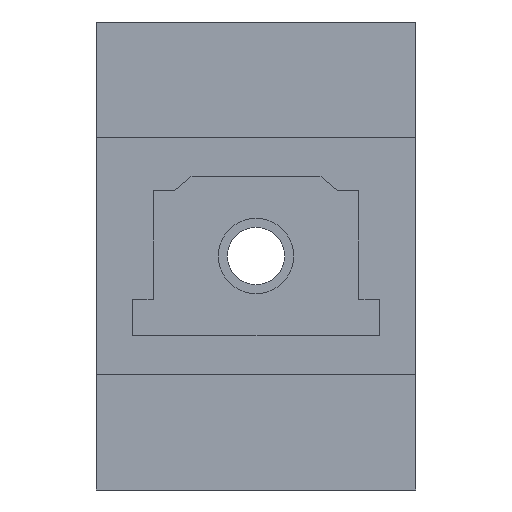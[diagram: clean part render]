
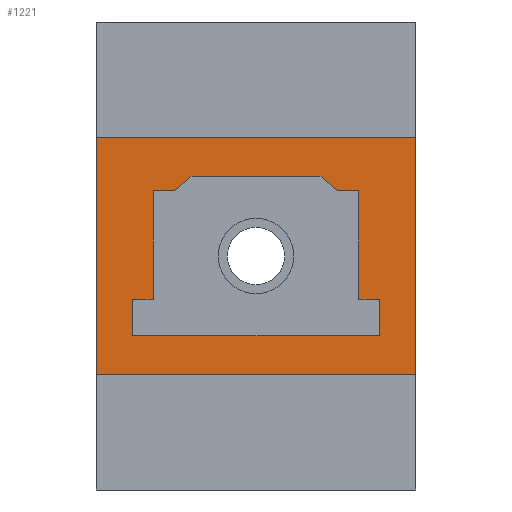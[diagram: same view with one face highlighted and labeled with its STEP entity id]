
A CAD part, front view. The second image highlights one B-rep face of the part: STEP entity #1221.
In plain terms, the highlighted planar face has unit normal (0, -1, 0).
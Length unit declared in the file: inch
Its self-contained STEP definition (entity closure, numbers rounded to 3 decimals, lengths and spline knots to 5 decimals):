
#3 = CARTESIAN_POINT ( 'NONE',  ( -0.175, -0.504, 0.13 ) ) ;
#4 = DIRECTION ( 'NONE',  ( 0., 0., -1. ) ) ;
#5 = VECTOR ( 'NONE', #4, 39.37008 ) ;
#6 = CARTESIAN_POINT ( 'NONE',  ( -0.175, -0.504, 0.13 ) ) ;
#7 = LINE ( 'NONE', #6, #5 ) ;
#59 = CARTESIAN_POINT ( 'NONE',  ( -0.175, -0.504, -0.13 ) ) ;
#491 = DIRECTION ( 'NONE',  ( 0., 0., 1. ) ) ;
#492 = VECTOR ( 'NONE', #491, 39.37008 ) ;
#493 = CARTESIAN_POINT ( 'NONE',  ( 0.175, -0.504, 0.13 ) ) ;
#494 = LINE ( 'NONE', #493, #492 ) ;
#495 = CARTESIAN_POINT ( 'NONE',  ( 0.175, -0.504, -0.13 ) ) ;
#496 = CARTESIAN_POINT ( 'NONE',  ( 0.175, -0.504, 0.13 ) ) ;
#1201 = EDGE_LOOP ( 'NONE', ( #1202, #1259, #1260, #1261 ) ) ;
#1202 = ORIENTED_EDGE ( 'NONE', *, *, #1404, .T. ) ;
#1203 = ORIENTED_EDGE ( 'NONE', *, *, #1204, .F. ) ;
#1204 = EDGE_CURVE ( 'NONE', #1205, #1232, #2416, .T. ) ;
#1205 = VERTEX_POINT ( 'NONE', #2412 ) ;
#1206 = ORIENTED_EDGE ( 'NONE', *, *, #1207, .F. ) ;
#1207 = EDGE_CURVE ( 'NONE', #1208, #1205, #2411, .T. ) ;
#1208 = VERTEX_POINT ( 'NONE', #2407 ) ;
#1209 = ORIENTED_EDGE ( 'NONE', *, *, #1210, .F. ) ;
#1210 = EDGE_CURVE ( 'NONE', #1211, #1208, #2406, .T. ) ;
#1211 = VERTEX_POINT ( 'NONE', #2402 ) ;
#1212 = ORIENTED_EDGE ( 'NONE', *, *, #1213, .F. ) ;
#1213 = EDGE_CURVE ( 'NONE', #1214, #1211, #2401, .T. ) ;
#1214 = VERTEX_POINT ( 'NONE', #2397 ) ;
#1215 = ORIENTED_EDGE ( 'NONE', *, *, #1216, .F. ) ;
#1216 = EDGE_CURVE ( 'NONE', #1217, #1214, #2396, .T. ) ;
#1217 = VERTEX_POINT ( 'NONE', #2457 ) ;
#1219 = EDGE_CURVE ( 'NONE', #1683, #1405, #2456, .T. ) ;
#1221 = ADVANCED_FACE ( 'NONE', ( #2452, #2451 ), #2450, .T. ) ;
#1222 = EDGE_LOOP ( 'NONE', ( #1223, #1227, #1230, #1203, #1206, #1209, #1212, #1215, #1272, #1275, #1278, #1281 ) ) ;
#1223 = ORIENTED_EDGE ( 'NONE', *, *, #1224, .F. ) ;
#1224 = EDGE_CURVE ( 'NONE', #1225, #1226, #2445, .T. ) ;
#1225 = VERTEX_POINT ( 'NONE', #2441 ) ;
#1226 = VERTEX_POINT ( 'NONE', #2440 ) ;
#1227 = ORIENTED_EDGE ( 'NONE', *, *, #1228, .F. ) ;
#1228 = EDGE_CURVE ( 'NONE', #1229, #1225, #2439, .T. ) ;
#1229 = VERTEX_POINT ( 'NONE', #2435 ) ;
#1230 = ORIENTED_EDGE ( 'NONE', *, *, #1231, .F. ) ;
#1231 = EDGE_CURVE ( 'NONE', #1232, #1229, #2434, .T. ) ;
#1232 = VERTEX_POINT ( 'NONE', #2430 ) ;
#1239 = EDGE_CURVE ( 'NONE', #1409, #1684, #2427, .T. ) ;
#1259 = ORIENTED_EDGE ( 'NONE', *, *, #1239, .T. ) ;
#1260 = ORIENTED_EDGE ( 'NONE', *, *, #1686, .T. ) ;
#1261 = ORIENTED_EDGE ( 'NONE', *, *, #1219, .T. ) ;
#1272 = ORIENTED_EDGE ( 'NONE', *, *, #1273, .F. ) ;
#1273 = EDGE_CURVE ( 'NONE', #1274, #1217, #2503, .T. ) ;
#1274 = VERTEX_POINT ( 'NONE', #2499 ) ;
#1275 = ORIENTED_EDGE ( 'NONE', *, *, #1276, .F. ) ;
#1276 = EDGE_CURVE ( 'NONE', #1277, #1274, #2498, .T. ) ;
#1277 = VERTEX_POINT ( 'NONE', #2494 ) ;
#1278 = ORIENTED_EDGE ( 'NONE', *, *, #1279, .F. ) ;
#1279 = EDGE_CURVE ( 'NONE', #1280, #1277, #2493, .T. ) ;
#1280 = VERTEX_POINT ( 'NONE', #2554 ) ;
#1281 = ORIENTED_EDGE ( 'NONE', *, *, #1282, .F. ) ;
#1282 = EDGE_CURVE ( 'NONE', #1226, #1280, #2553, .T. ) ;
#1404 = EDGE_CURVE ( 'NONE', #1405, #1409, #7, .T. ) ;
#1405 = VERTEX_POINT ( 'NONE', #3 ) ;
#1409 = VERTEX_POINT ( 'NONE', #59 ) ;
#1683 = VERTEX_POINT ( 'NONE', #496 ) ;
#1684 = VERTEX_POINT ( 'NONE', #495 ) ;
#1686 = EDGE_CURVE ( 'NONE', #1684, #1683, #494, .T. ) ;
#2393 = DIRECTION ( 'NONE',  ( -1., 0., 0. ) ) ;
#2394 = VECTOR ( 'NONE', #2393, 39.37008 ) ;
#2395 = CARTESIAN_POINT ( 'NONE',  ( 0.08907, -0.504, 0.0715 ) ) ;
#2396 = LINE ( 'NONE', #2395, #2394 ) ;
#2397 = CARTESIAN_POINT ( 'NONE',  ( 0.08907, -0.504, 0.0715 ) ) ;
#2398 = DIRECTION ( 'NONE',  ( -0.766, 0., 0.643 ) ) ;
#2399 = VECTOR ( 'NONE', #2398, 39.37008 ) ;
#2400 = CARTESIAN_POINT ( 'NONE',  ( 0.07, -0.504, 0.0875 ) ) ;
#2401 = LINE ( 'NONE', #2400, #2399 ) ;
#2402 = CARTESIAN_POINT ( 'NONE',  ( 0.07, -0.504, 0.0875 ) ) ;
#2403 = DIRECTION ( 'NONE',  ( -1., 0., 0. ) ) ;
#2404 = VECTOR ( 'NONE', #2403, 39.37008 ) ;
#2405 = CARTESIAN_POINT ( 'NONE',  ( -0.07, -0.504, 0.0875 ) ) ;
#2406 = LINE ( 'NONE', #2405, #2404 ) ;
#2407 = CARTESIAN_POINT ( 'NONE',  ( -0.07, -0.504, 0.0875 ) ) ;
#2408 = DIRECTION ( 'NONE',  ( -0.766, 0., -0.643 ) ) ;
#2409 = VECTOR ( 'NONE', #2408, 39.37008 ) ;
#2410 = CARTESIAN_POINT ( 'NONE',  ( -0.08907, -0.504, 0.0715 ) ) ;
#2411 = LINE ( 'NONE', #2410, #2409 ) ;
#2412 = CARTESIAN_POINT ( 'NONE',  ( -0.08907, -0.504, 0.0715 ) ) ;
#2413 = DIRECTION ( 'NONE',  ( -1., 0., 0. ) ) ;
#2414 = VECTOR ( 'NONE', #2413, 39.37008 ) ;
#2415 = CARTESIAN_POINT ( 'NONE',  ( -0.1125, -0.504, 0.0715 ) ) ;
#2416 = LINE ( 'NONE', #2415, #2414 ) ;
#2427 = LINE ( 'NONE', #2487, #2486 ) ;
#2430 = CARTESIAN_POINT ( 'NONE',  ( -0.1125, -0.504, 0.0715 ) ) ;
#2431 = DIRECTION ( 'NONE',  ( 0., 0., -1. ) ) ;
#2432 = VECTOR ( 'NONE', #2431, 39.37008 ) ;
#2433 = CARTESIAN_POINT ( 'NONE',  ( -0.1125, -0.504, -0.0475 ) ) ;
#2434 = LINE ( 'NONE', #2433, #2432 ) ;
#2435 = CARTESIAN_POINT ( 'NONE',  ( -0.1125, -0.504, -0.0475 ) ) ;
#2436 = DIRECTION ( 'NONE',  ( -1., 0., 0. ) ) ;
#2437 = VECTOR ( 'NONE', #2436, 39.37008 ) ;
#2438 = CARTESIAN_POINT ( 'NONE',  ( -0.135, -0.504, -0.0475 ) ) ;
#2439 = LINE ( 'NONE', #2438, #2437 ) ;
#2440 = CARTESIAN_POINT ( 'NONE',  ( -0.135, -0.504, -0.0875 ) ) ;
#2441 = CARTESIAN_POINT ( 'NONE',  ( -0.135, -0.504, -0.0475 ) ) ;
#2442 = DIRECTION ( 'NONE',  ( 0., 0., -1. ) ) ;
#2443 = VECTOR ( 'NONE', #2442, 39.37008 ) ;
#2444 = CARTESIAN_POINT ( 'NONE',  ( -0.135, -0.504, -0.0875 ) ) ;
#2445 = LINE ( 'NONE', #2444, #2443 ) ;
#2446 = DIRECTION ( 'NONE',  ( 0., 0., -1. ) ) ;
#2447 = DIRECTION ( 'NONE',  ( 0., -1., 0. ) ) ;
#2448 = CARTESIAN_POINT ( 'NONE',  ( -0.175, -0.504, -0.13 ) ) ;
#2449 = AXIS2_PLACEMENT_3D ( 'NONE', #2448, #2447, #2446 ) ;
#2450 = PLANE ( 'NONE',  #2449 ) ;
#2451 = FACE_OUTER_BOUND ( 'NONE', #1201, .T. ) ;
#2452 = FACE_BOUND ( 'NONE', #1222, .T. ) ;
#2453 = DIRECTION ( 'NONE',  ( -1., 0., 0. ) ) ;
#2454 = VECTOR ( 'NONE', #2453, 39.37008 ) ;
#2455 = CARTESIAN_POINT ( 'NONE',  ( -0.175, -0.504, 0.13 ) ) ;
#2456 = LINE ( 'NONE', #2455, #2454 ) ;
#2457 = CARTESIAN_POINT ( 'NONE',  ( 0.1125, -0.504, 0.0715 ) ) ;
#2485 = DIRECTION ( 'NONE',  ( 1., 0., 0. ) ) ;
#2486 = VECTOR ( 'NONE', #2485, 39.37008 ) ;
#2487 = CARTESIAN_POINT ( 'NONE',  ( -0.175, -0.504, -0.13 ) ) ;
#2490 = DIRECTION ( 'NONE',  ( 0., 0., 1. ) ) ;
#2491 = VECTOR ( 'NONE', #2490, 39.37008 ) ;
#2492 = CARTESIAN_POINT ( 'NONE',  ( 0.135, -0.504, -0.0475 ) ) ;
#2493 = LINE ( 'NONE', #2492, #2491 ) ;
#2494 = CARTESIAN_POINT ( 'NONE',  ( 0.135, -0.504, -0.0475 ) ) ;
#2495 = DIRECTION ( 'NONE',  ( -1., 0., 0. ) ) ;
#2496 = VECTOR ( 'NONE', #2495, 39.37008 ) ;
#2497 = CARTESIAN_POINT ( 'NONE',  ( 0.1125, -0.504, -0.0475 ) ) ;
#2498 = LINE ( 'NONE', #2497, #2496 ) ;
#2499 = CARTESIAN_POINT ( 'NONE',  ( 0.1125, -0.504, -0.0475 ) ) ;
#2500 = DIRECTION ( 'NONE',  ( 0., 0., 1. ) ) ;
#2501 = VECTOR ( 'NONE', #2500, 39.37008 ) ;
#2502 = CARTESIAN_POINT ( 'NONE',  ( 0.1125, -0.504, 0.0715 ) ) ;
#2503 = LINE ( 'NONE', #2502, #2501 ) ;
#2550 = DIRECTION ( 'NONE',  ( 1., 0., 0. ) ) ;
#2551 = VECTOR ( 'NONE', #2550, 39.37008 ) ;
#2552 = CARTESIAN_POINT ( 'NONE',  ( 0.135, -0.504, -0.0875 ) ) ;
#2553 = LINE ( 'NONE', #2552, #2551 ) ;
#2554 = CARTESIAN_POINT ( 'NONE',  ( 0.135, -0.504, -0.0875 ) ) ;
